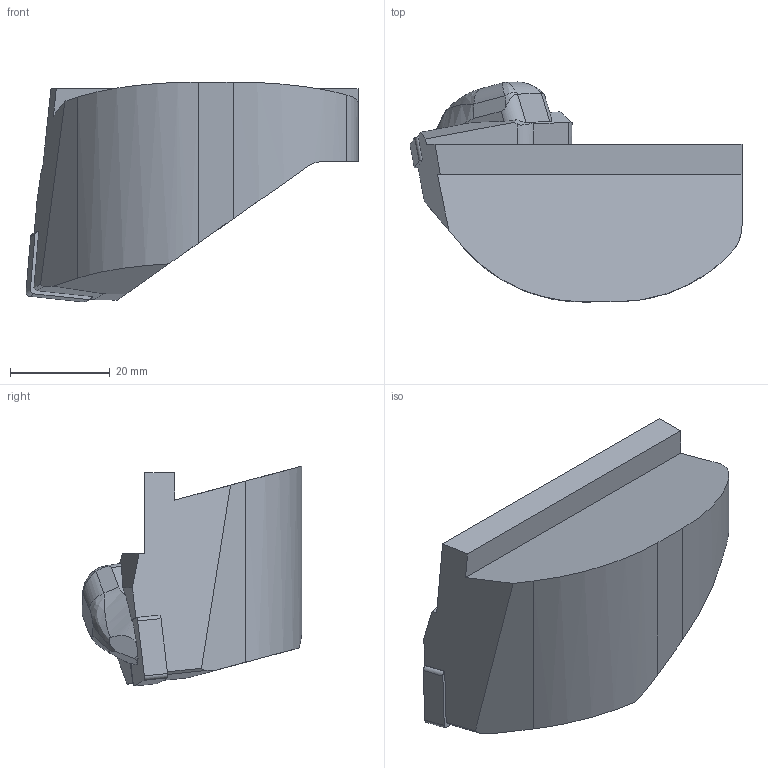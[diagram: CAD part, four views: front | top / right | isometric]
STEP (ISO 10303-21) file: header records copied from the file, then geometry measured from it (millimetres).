
FILE_DESCRIPTION(/* description */ (''),/* implementation_level */ '2;1');
FILE_NAME(/* name */ '1560775549360.stp',/* time_stamp */ '2019-06-17T14:45:52+02:00',/* author */ (''),/* organization */ ('SMS'),/* preprocessor_version */ 'ST-DEVELOPER v15',/* originating_system */ 'SIEMENS PLM Software NX 8.5',/* authorisation */ '');
FILE_SCHEMA (('AUTOMOTIVE_DESIGN { 1 0 10303 214 3 1 1 1 }'));
Length unit declared in the file: millimetre
Products named in the file (4): IsoTurningInsert; ASSEMBLY_CONSTRUCTION; 202349632mod000_00; 111151008mod000_01
Assembly tree (3 placements, depth 2):
  111151008mod000_01
    202349632mod000_00
    ASSEMBLY_CONSTRUCTION
    IsoTurningInsert
Bounding box: 66.5 x 44.06 x 44.05 mm (x, y, z)
Volume: 49329.5 mm3; surface area: 10034.1 mm2
Topology: 2 solids, 2 shells, 67 faces, 189 edges, 131 vertices
Faces by surface type: plane 40, cylinder 18, bspline 9
Full cylindrical faces by diameter (mm): 5.156 x2
Entity records: 2762 total; most frequent: CARTESIAN_POINT 929, ORIENTED_EDGE 372, DIRECTION 330, EDGE_CURVE 186, VERTEX_POINT 124, AXIS2_PLACEMENT_3D 114, LINE 102, VECTOR 102
